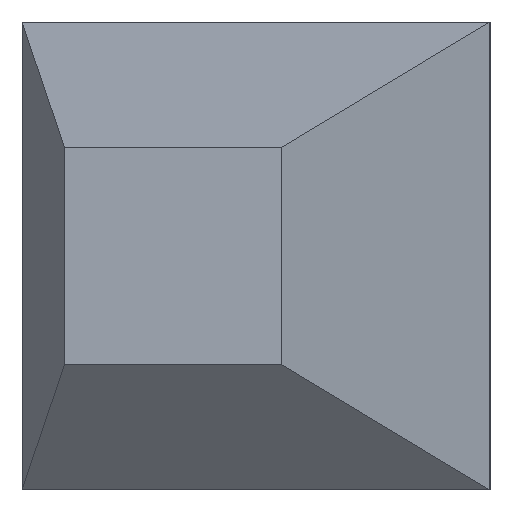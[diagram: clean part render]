
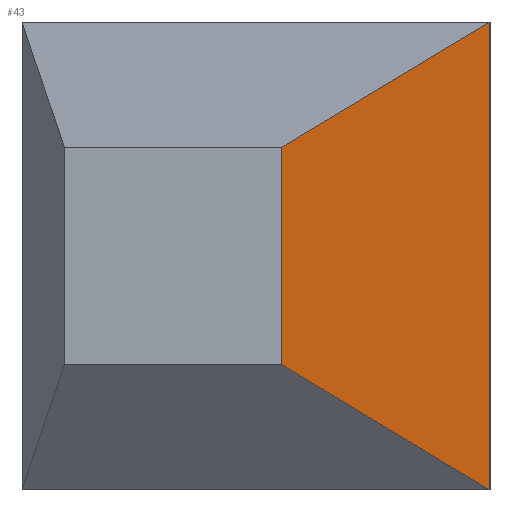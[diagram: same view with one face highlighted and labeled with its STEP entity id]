
A CAD part, left-side view. The second image highlights one B-rep face of the part: STEP entity #43.
In plain terms, the highlighted planar face has unit normal (-0.555, -0.832, 0).
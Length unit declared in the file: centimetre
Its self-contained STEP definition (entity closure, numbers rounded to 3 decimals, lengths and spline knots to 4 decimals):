
#2 = VECTOR ( 'NONE', #148, 100. ) ;
#7 = EDGE_CURVE ( 'NONE', #283, #68, #301, .T. ) ;
#17 = DIRECTION ( 'NONE',  ( -0.789, 0.527, 0.317 ) ) ;
#19 = LINE ( 'NONE', #176, #343 ) ;
#22 = CARTESIAN_POINT ( 'NONE',  ( -30., -0.8245, 3.4793 ) ) ;
#32 = CARTESIAN_POINT ( 'NONE',  ( -30., -0.8245, -3.4793 ) ) ;
#43 = ADVANCED_FACE ( 'NONE', ( #243 ), #186, .F. ) ;
#59 = AXIS2_PLACEMENT_3D ( 'NONE', #189, #377, #274 ) ;
#64 = ORIENTED_EDGE ( 'NONE', *, *, #7, .F. ) ;
#68 = VERTEX_POINT ( 'NONE', #32 ) ;
#75 = CARTESIAN_POINT ( 'NONE',  ( -20., -7.5, 7.5 ) ) ;
#99 = ORIENTED_EDGE ( 'NONE', *, *, #257, .F. ) ;
#148 = DIRECTION ( 'NONE',  ( 0., 0., -1. ) ) ;
#155 = VERTEX_POINT ( 'NONE', #22 ) ;
#163 = CARTESIAN_POINT ( 'NONE',  ( -20., -7.5, -7.5 ) ) ;
#176 = CARTESIAN_POINT ( 'NONE',  ( -30., -0.8245, -3.4793 ) ) ;
#186 = PLANE ( 'NONE',  #59 ) ;
#187 = ORIENTED_EDGE ( 'NONE', *, *, #329, .T. ) ;
#189 = CARTESIAN_POINT ( 'NONE',  ( -9.6284, -14.4235, 0. ) ) ;
#209 = DIRECTION ( 'NONE',  ( -0.789, 0.527, -0.317 ) ) ;
#212 = VECTOR ( 'NONE', #209, 100. ) ;
#214 = CARTESIAN_POINT ( 'NONE',  ( -20., -7.5, 7.5 ) ) ;
#234 = LINE ( 'NONE', #75, #2 ) ;
#243 = FACE_OUTER_BOUND ( 'NONE', #354, .T. ) ;
#248 = CARTESIAN_POINT ( 'NONE',  ( -20., -7.5, -7.5 ) ) ;
#257 = EDGE_CURVE ( 'NONE', #337, #283, #234, .T. ) ;
#270 = DIRECTION ( 'NONE',  ( 0., 0., 1. ) ) ;
#274 = DIRECTION ( 'NONE',  ( -0.832, 0.555, 0. ) ) ;
#283 = VERTEX_POINT ( 'NONE', #248 ) ;
#301 = LINE ( 'NONE', #163, #311 ) ;
#304 = LINE ( 'NONE', #214, #212 ) ;
#311 = VECTOR ( 'NONE', #17, 100. ) ;
#329 = EDGE_CURVE ( 'NONE', #337, #155, #304, .T. ) ;
#337 = VERTEX_POINT ( 'NONE', #402 ) ;
#343 = VECTOR ( 'NONE', #270, 100. ) ;
#346 = EDGE_CURVE ( 'NONE', #68, #155, #19, .T. ) ;
#354 = EDGE_LOOP ( 'NONE', ( #187, #387, #64, #99 ) ) ;
#377 = DIRECTION ( 'NONE',  ( 0.555, 0.832, 0. ) ) ;
#387 = ORIENTED_EDGE ( 'NONE', *, *, #346, .F. ) ;
#402 = CARTESIAN_POINT ( 'NONE',  ( -20., -7.5, 7.5 ) ) ;
